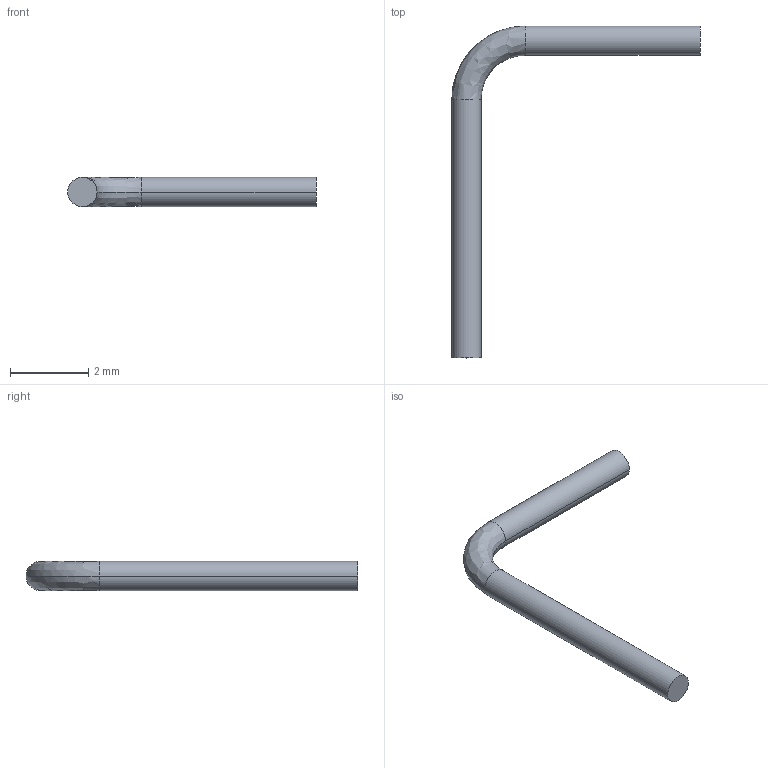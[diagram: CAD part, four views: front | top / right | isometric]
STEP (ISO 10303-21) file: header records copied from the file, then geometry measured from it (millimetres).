
FILE_DESCRIPTION(('STEP AP214'),'1');
FILE_NAME('Axial lead 2.stp','2019-09-10T10:14:32',('312'),(' '),'Spatial InterOp 3D','CST ACIS InterOp Converter 2016',' ');
FILE_SCHEMA(('AUTOMOTIVE_DESIGN { 1 0 10303 214 1 1 1 1 }'));
Length unit declared in the file: millimetre
Products named in the file (1): default|Bry_a1
Bounding box: 6.34 x 8.47 x 0.75 mm (x, y, z)
Volume: 5.9 mm3; surface area: 32.5 mm2
Topology: 1 solids, 1 shells, 8 faces, 16 edges, 10 vertices
Faces by surface type: cylinder 4, plane 2, bspline 2
Entity records: 325 total; most frequent: CARTESIAN_POINT 65, DIRECTION 40, ORIENTED_EDGE 32, AXIS2_PLACEMENT_3D 17, EDGE_CURVE 16, VERTEX_POINT 10, CIRCLE 10, STYLED_ITEM 9
